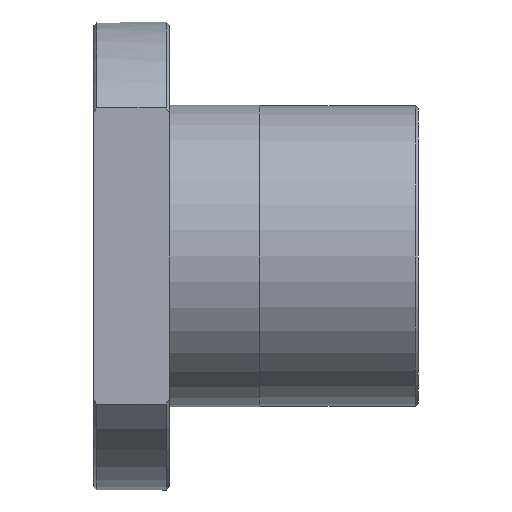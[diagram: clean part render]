
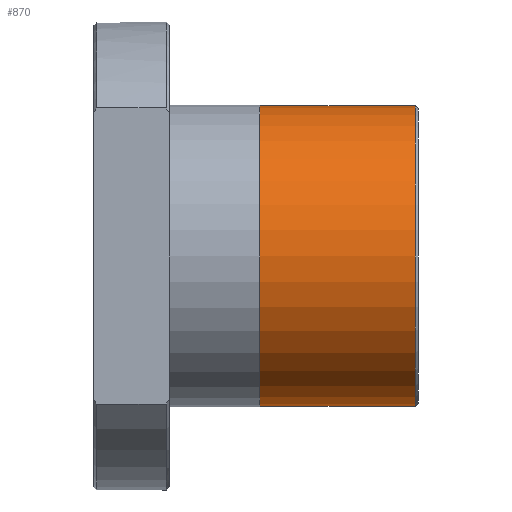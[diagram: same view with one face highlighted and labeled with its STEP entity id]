
A CAD part, front view. The second image highlights one B-rep face of the part: STEP entity #870.
In plain terms, the highlighted cylindrical face has radius 19.9 mm (diameter 39.8 mm), a partial arc.
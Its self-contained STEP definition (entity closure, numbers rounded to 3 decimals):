
#2 = ORIENTED_EDGE ( 'NONE', *, *, #172, .T. ) ;
#52 = ORIENTED_EDGE ( 'NONE', *, *, #2241, .T. ) ;
#172 = EDGE_CURVE ( 'NONE', #1924, #2176, #1269, .T. ) ;
#213 = DIRECTION ( 'NONE',  ( 0., 0., -1. ) ) ;
#296 = ORIENTED_EDGE ( 'NONE', *, *, #1437, .F. ) ;
#306 = CARTESIAN_POINT ( 'NONE',  ( 2250.5, 0., 0. ) ) ;
#433 = CARTESIAN_POINT ( 'NONE',  ( 2260.801, 0., 0. ) ) ;
#604 = CARTESIAN_POINT ( 'NONE',  ( 2271.102, 0., 0. ) ) ;
#619 = VERTEX_POINT ( 'NONE', #2192 ) ;
#717 = DIRECTION ( 'NONE',  ( 0., 0., -1. ) ) ;
#805 = CIRCLE ( 'NONE', #2442, 19.9 ) ;
#870 = ADVANCED_FACE ( 'NONE', ( #2834 ), #1436, .T. ) ;
#908 = AXIS2_PLACEMENT_3D ( 'NONE', #604, #2297, #1806 ) ;
#948 = DIRECTION ( 'NONE',  ( 1., 0., 0. ) ) ;
#1100 = CARTESIAN_POINT ( 'NONE',  ( 2271.102, 0., -19.9 ) ) ;
#1269 = LINE ( 'NONE', #1999, #2466 ) ;
#1296 = EDGE_LOOP ( 'NONE', ( #296, #2156, #2, #52 ) ) ;
#1398 = DIRECTION ( 'NONE',  ( 1., 0., 0. ) ) ;
#1436 = CYLINDRICAL_SURFACE ( 'NONE', #2925, 19.9 ) ;
#1437 = EDGE_CURVE ( 'NONE', #2722, #619, #2660, .T. ) ;
#1581 = CARTESIAN_POINT ( 'NONE',  ( 2250.5, 0., 19.9 ) ) ;
#1806 = DIRECTION ( 'NONE',  ( 0., 0., -1. ) ) ;
#1847 = DIRECTION ( 'NONE',  ( 1., 0., 0. ) ) ;
#1924 = VERTEX_POINT ( 'NONE', #2899 ) ;
#1999 = CARTESIAN_POINT ( 'NONE',  ( 2260.801, 0., -19.9 ) ) ;
#2155 = CARTESIAN_POINT ( 'NONE',  ( 2260.801, 0., 19.9 ) ) ;
#2156 = ORIENTED_EDGE ( 'NONE', *, *, #2542, .F. ) ;
#2176 = VERTEX_POINT ( 'NONE', #1100 ) ;
#2192 = CARTESIAN_POINT ( 'NONE',  ( 2271.102, 0., 19.9 ) ) ;
#2241 = EDGE_CURVE ( 'NONE', #2176, #619, #2823, .T. ) ;
#2297 = DIRECTION ( 'NONE',  ( -1., 0., 0. ) ) ;
#2372 = VECTOR ( 'NONE', #948, 1000. ) ;
#2442 = AXIS2_PLACEMENT_3D ( 'NONE', #306, #2911, #717 ) ;
#2466 = VECTOR ( 'NONE', #1847, 1000. ) ;
#2542 = EDGE_CURVE ( 'NONE', #1924, #2722, #805, .T. ) ;
#2660 = LINE ( 'NONE', #2155, #2372 ) ;
#2722 = VERTEX_POINT ( 'NONE', #1581 ) ;
#2823 = CIRCLE ( 'NONE', #908, 19.9 ) ;
#2834 = FACE_OUTER_BOUND ( 'NONE', #1296, .T. ) ;
#2899 = CARTESIAN_POINT ( 'NONE',  ( 2250.5, 0., -19.9 ) ) ;
#2911 = DIRECTION ( 'NONE',  ( -1., 0., 0. ) ) ;
#2925 = AXIS2_PLACEMENT_3D ( 'NONE', #433, #1398, #213 ) ;
